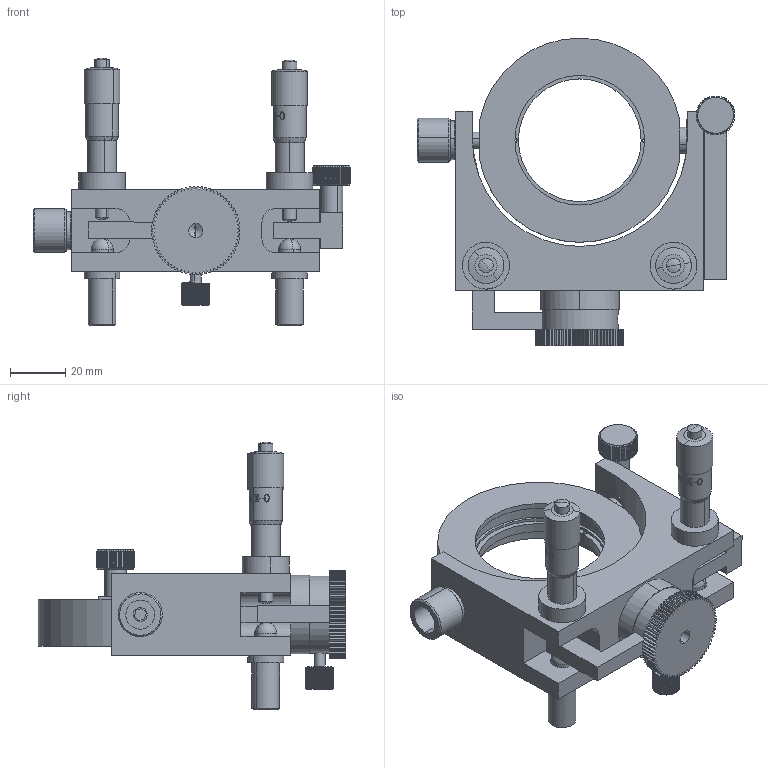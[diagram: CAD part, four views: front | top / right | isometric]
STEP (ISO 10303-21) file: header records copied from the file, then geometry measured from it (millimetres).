
FILE_DESCRIPTION (( 'STEP AP203' ), '1' );
FILE_NAME ('04PMH-2.STEP', '2016-04-06T01:27:36', ( '' ), ( '' ), 'SwSTEP 2.0', 'SolidWorks 2016', '' );
FILE_SCHEMA (( 'CONFIG_CONTROL_DESIGN' ));
Length unit declared in the file: millimetre
Products named in the file (1): 04PMH-2
Bounding box: 115.25 x 111.5 x 97 mm (x, y, z)
Volume: 147397.5 mm3; surface area: 68400.2 mm2
Topology: 26 solids, 26 shells, 1785 faces, 4615 edges, 2977 vertices
Faces by surface type: plane 903, cylinder 458, bspline 268, cone 140, sphere 8, torus 8
Entity records: 80119 total; most frequent: CARTESIAN_POINT 39087, ORIENTED_EDGE 9170, DIRECTION 7353, EDGE_CURVE 4585, VERTEX_POINT 2973, AXIS2_PLACEMENT_3D 2610, VECTOR 2133, LINE 2133
